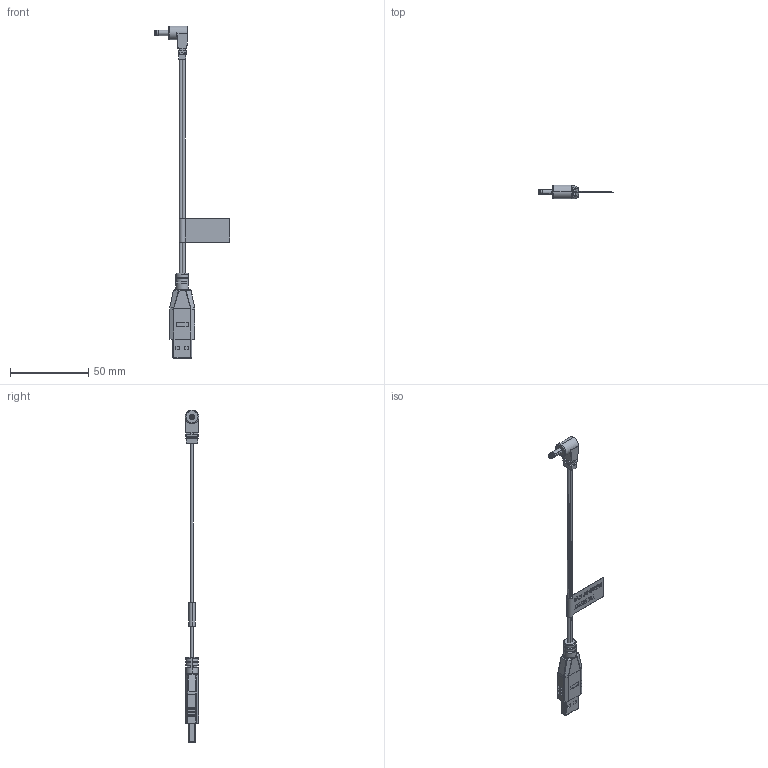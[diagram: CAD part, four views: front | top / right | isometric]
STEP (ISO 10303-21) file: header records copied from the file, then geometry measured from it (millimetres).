
FILE_DESCRIPTION (( 'STEP AP214' ), '1' );
FILE_NAME ('10-00250_revA3.STEP', '2016-03-31T22:20:01', ( 'Joel' ), ( 'Microsoft' ), 'SwSTEP 2.0', 'SolidWorks 2015', '' );
FILE_SCHEMA (( 'AUTOMOTIVE_DESIGN' ));
Length unit declared in the file: millimetre
Products named in the file (13): 50-00056 shell; 50-00056 pin; 50-00056 insulator; 50-00056 insulator block; 50-00425; 50-00425 shell; 50-00425 insulator; 24-00049_default; 24-00023; 30-00008_wbc; 10-00250_revA3; Label 250; 50-00056
Assembly tree (12 placements, depth 3):
  10-00250_revA3
    30-00008_wbc
    24-00023
    24-00049_default
    50-00425
      50-00425 insulator
      50-00425 shell
    50-00056
      50-00056 insulator block
      50-00056 insulator
      50-00056 pin
      50-00056 shell
    Label 250
Bounding box: 48.5 x 8.75 x 212.1 mm (x, y, z)
Volume: 7739.1 mm3; surface area: 13248.6 mm2
Topology: 62 solids, 62 shells, 1214 faces, 2907 edges, 1835 vertices
Faces by surface type: plane 605, cylinder 327, bspline 205, cone 34, sphere 24, torus 19
Entity records: 49194 total; most frequent: CARTESIAN_POINT 15179, ORIENTED_EDGE 5750, DIRECTION 5106, EDGE_CURVE 2875, VERTEX_POINT 1827, AXIS2_PLACEMENT_3D 1730, VECTOR 1646, LINE 1646
